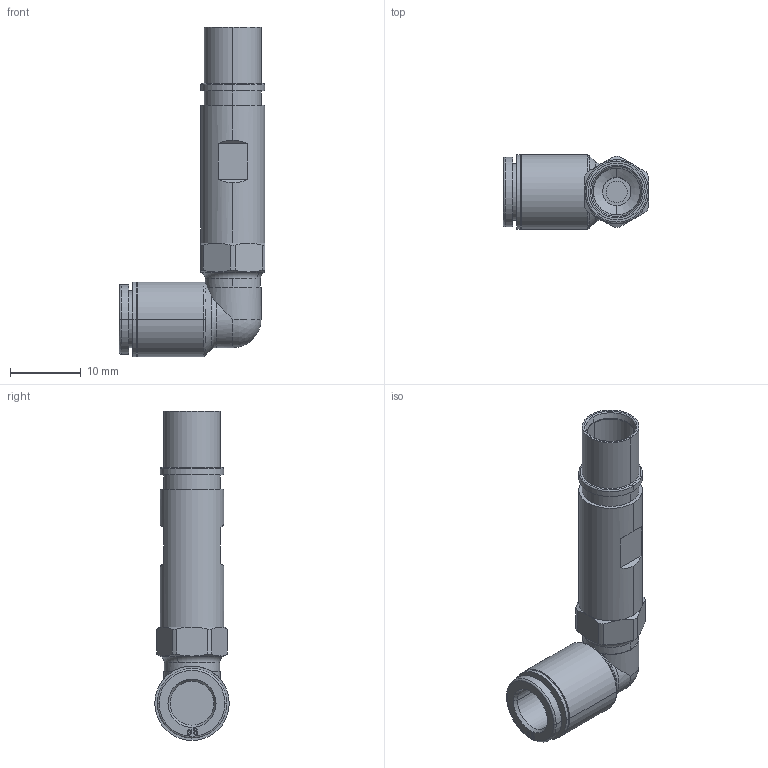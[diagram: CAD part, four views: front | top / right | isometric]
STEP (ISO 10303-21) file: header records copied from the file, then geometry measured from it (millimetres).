
FILE_DESCRIPTION(('Creo Elements/Direct Modeling STEP Export'),'2;1');
FILE_NAME('0ln7uvk5btlofa62516','2021-07-27T11:33:58',(''),(''),'Creo Elements/Direct Modeling STEP processor for AP214 (Solid Model)','Creo Elements/Direct Modeling 20.1B 02-Apr-2019 (C) Parametric Technology GmbH','');
FILE_SCHEMA(('AUTOMOTIVE_DESIGN { 1 0 10303 214 1 1 1 1 }'));
Length unit declared in the file: millimetre
Products named in the file (2): CX_6.0_MPAF
Assembly tree (1 placements, depth 2):
  CX_6.0_MPAF
    CX_6.0_MPAF
Bounding box: 20.5 x 10.5 x 46.4 mm (x, y, z)
Volume: 2633.8 mm3; surface area: 2577.7 mm2
Topology: 1 solids, 1 shells, 137 faces, 338 edges, 216 vertices
Faces by surface type: plane 43, cylinder 42, cone 19, extrusion 18, torus 13, sphere 2
Entity records: 5646 total; most frequent: CARTESIAN_POINT 1481, ORIENTED_EDGE 672, DIRECTION 553, EDGE_CURVE 336, VERTEX_POINT 216, AXIS2_PLACEMENT_3D 209, EDGE_LOOP 152, COLOUR_RGB 138
